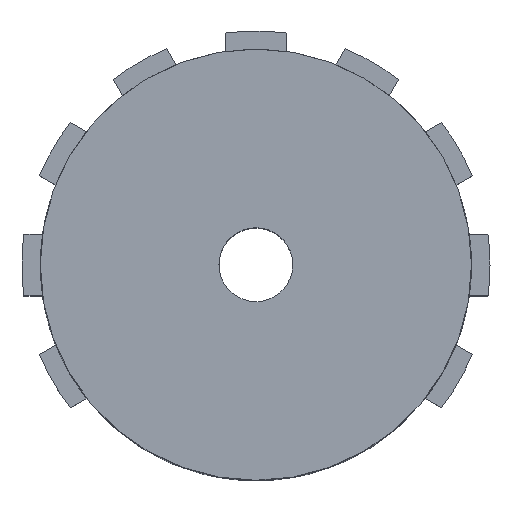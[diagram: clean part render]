
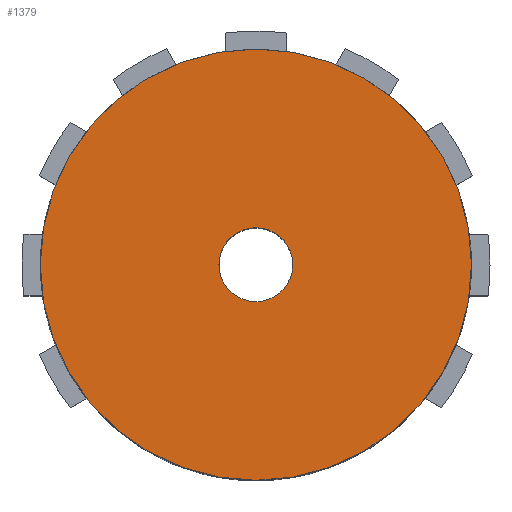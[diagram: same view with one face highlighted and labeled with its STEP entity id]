
A CAD part, top view. The second image highlights one B-rep face of the part: STEP entity #1379.
In plain terms, the highlighted planar face has unit normal (0, 0, 1).
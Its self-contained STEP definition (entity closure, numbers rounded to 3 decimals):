
#1239 = VERTEX_POINT('',#1240);
#1240 = CARTESIAN_POINT('',(3.,0.,20.));
#1246 = EDGE_CURVE('',#1239,#1239,#1247,.T.);
#1247 = CIRCLE('',#1248,3.);
#1248 = AXIS2_PLACEMENT_3D('',#1249,#1250,#1251);
#1249 = CARTESIAN_POINT('',(0.,0.,20.));
#1250 = DIRECTION('',(0.,0.,-1.));
#1251 = DIRECTION('',(1.,0.,0.));
#1379 = ADVANCED_FACE('',(#1380,#1391),#1394,.T.);
#1380 = FACE_BOUND('',#1381,.T.);
#1381 = EDGE_LOOP('',(#1382));
#1382 = ORIENTED_EDGE('',*,*,#1383,.T.);
#1383 = EDGE_CURVE('',#1384,#1384,#1386,.T.);
#1384 = VERTEX_POINT('',#1385);
#1385 = CARTESIAN_POINT('',(17.5,0.,20.));
#1386 = CIRCLE('',#1387,17.5);
#1387 = AXIS2_PLACEMENT_3D('',#1388,#1389,#1390);
#1388 = CARTESIAN_POINT('',(0.,0.,20.));
#1389 = DIRECTION('',(0.,0.,1.));
#1390 = DIRECTION('',(1.,0.,0.));
#1391 = FACE_BOUND('',#1392,.T.);
#1392 = EDGE_LOOP('',(#1393));
#1393 = ORIENTED_EDGE('',*,*,#1246,.T.);
#1394 = PLANE('',#1395);
#1395 = AXIS2_PLACEMENT_3D('',#1396,#1397,#1398);
#1396 = CARTESIAN_POINT('',(0.,0.,20.));
#1397 = DIRECTION('',(0.,0.,1.));
#1398 = DIRECTION('',(1.,0.,0.));
